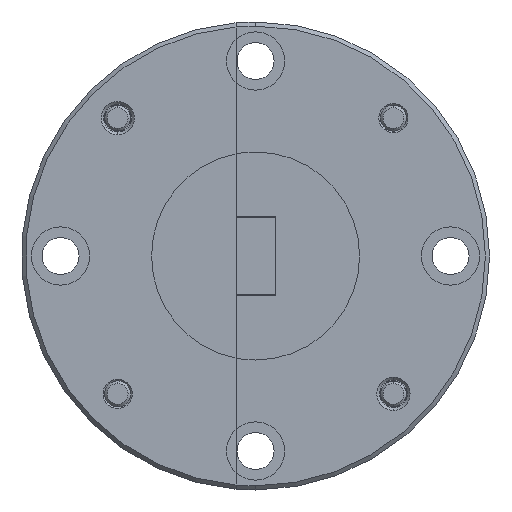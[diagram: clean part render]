
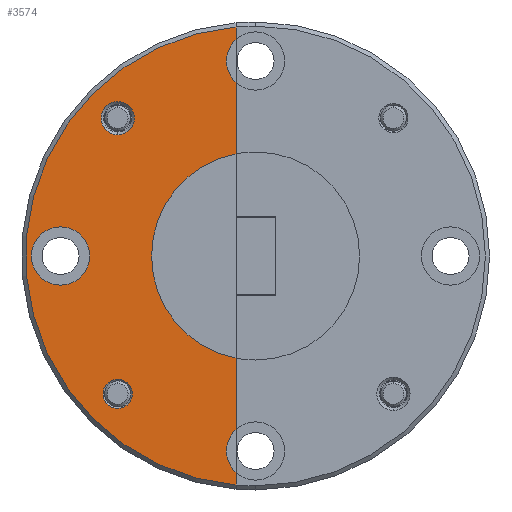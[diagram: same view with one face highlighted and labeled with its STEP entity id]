
A CAD part, left-side view. The second image highlights one B-rep face of the part: STEP entity #3574.
In plain terms, the highlighted planar face has unit normal (-1, 0, 0).
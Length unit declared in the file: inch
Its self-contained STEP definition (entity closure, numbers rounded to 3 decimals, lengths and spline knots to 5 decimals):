
#202 = LINE ( 'NONE', #2348, #2318 ) ;
#312 = CARTESIAN_POINT ( 'NONE',  ( -1.07, 0.6095, 0.24554 ) ) ;
#375 = DIRECTION ( 'NONE',  ( 0., 0., -1. ) ) ;
#425 = VERTEX_POINT ( 'NONE', #7177 ) ;
#595 = VERTEX_POINT ( 'NONE', #1866 ) ;
#630 = FACE_BOUND ( 'NONE', #9425, .T. ) ;
#773 = DIRECTION ( 'NONE',  ( 0., 0., 1. ) ) ;
#892 = ORIENTED_EDGE ( 'NONE', *, *, #2199, .F. ) ;
#950 = DIRECTION ( 'NONE',  ( 1., 0., 0. ) ) ;
#989 = DIRECTION ( 'NONE',  ( 0., 0., -1. ) ) ;
#1050 = CARTESIAN_POINT ( 'NONE',  ( -1.07, 0.6095, -0.52062 ) ) ;
#1080 = CARTESIAN_POINT ( 'NONE',  ( -1.07, 1.03125, 0. ) ) ;
#1108 = VERTEX_POINT ( 'NONE', #10973 ) ;
#1198 = EDGE_CURVE ( 'NONE', #8110, #1260, #4833, .T. ) ;
#1244 = ORIENTED_EDGE ( 'NONE', *, *, #3591, .F. ) ;
#1260 = VERTEX_POINT ( 'NONE', #3679 ) ;
#1367 = EDGE_CURVE ( 'NONE', #2526, #10623, #6044, .T. ) ;
#1673 = DIRECTION ( 'NONE',  ( 0., 0., 1. ) ) ;
#1771 = ORIENTED_EDGE ( 'NONE', *, *, #1198, .F. ) ;
#1851 = ORIENTED_EDGE ( 'NONE', *, *, #3773, .F. ) ;
#1866 = CARTESIAN_POINT ( 'NONE',  ( -1.07, 0.6095, 0.52062 ) ) ;
#1996 = EDGE_CURVE ( 'NONE', #9014, #595, #12275, .T. ) ;
#2148 = CIRCLE ( 'NONE', #9705, 0.04 ) ;
#2199 = EDGE_CURVE ( 'NONE', #1260, #8110, #4286, .T. ) ;
#2272 = EDGE_CURVE ( 'NONE', #5434, #9505, #8966, .T. ) ;
#2288 = DIRECTION ( 'NONE',  ( -1., 0., 0. ) ) ;
#2318 = VECTOR ( 'NONE', #10008, 39.37008 ) ;
#2348 = CARTESIAN_POINT ( 'NONE',  ( -1.07, 0.6095, 0. ) ) ;
#2526 = VERTEX_POINT ( 'NONE', #9174 ) ;
#2634 = VECTOR ( 'NONE', #375, 39.37008 ) ;
#2673 = DIRECTION ( 'NONE',  ( 0., 0., 1. ) ) ;
#2730 = DIRECTION ( 'NONE',  ( 0., 0., 1. ) ) ;
#2770 = CARTESIAN_POINT ( 'NONE',  ( -1.07, 1.03125, 0. ) ) ;
#2954 = EDGE_LOOP ( 'NONE', ( #1851, #9905 ) ) ;
#3012 = AXIS2_PLACEMENT_3D ( 'NONE', #9587, #5671, #11387 ) ;
#3038 = VECTOR ( 'NONE', #9205, 39.37008 ) ;
#3088 = EDGE_CURVE ( 'NONE', #10623, #4881, #202, .T. ) ;
#3337 = FACE_OUTER_BOUND ( 'NONE', #7327, .T. ) ;
#3574 = ADVANCED_FACE ( 'NONE', ( #11791, #630, #3337, #8468 ), #10504, .T. ) ;
#3591 = EDGE_CURVE ( 'NONE', #595, #1108, #9230, .T. ) ;
#3635 = DIRECTION ( 'NONE',  ( -1., 0., 0. ) ) ;
#3652 = DIRECTION ( 'NONE',  ( -1., 0., 0. ) ) ;
#3659 = AXIS2_PLACEMENT_3D ( 'NONE', #10665, #950, #989 ) ;
#3679 = CARTESIAN_POINT ( 'NONE',  ( -1.07, 0.89396, -0.29646 ) ) ;
#3691 = EDGE_CURVE ( 'NONE', #9505, #5434, #8639, .T. ) ;
#3748 = CARTESIAN_POINT ( 'NONE',  ( -1.07, 0.6095, 0. ) ) ;
#3773 = EDGE_CURVE ( 'NONE', #4432, #8508, #2148, .T. ) ;
#3957 = ORIENTED_EDGE ( 'NONE', *, *, #6102, .F. ) ;
#4057 = AXIS2_PLACEMENT_3D ( 'NONE', #2770, #10414, #1673 ) ;
#4073 = AXIS2_PLACEMENT_3D ( 'NONE', #8448, #3635, #2673 ) ;
#4286 = CIRCLE ( 'NONE', #5579, 0.035 ) ;
#4298 = CARTESIAN_POINT ( 'NONE',  ( -1.07, 0.6095, 0. ) ) ;
#4344 = DIRECTION ( 'NONE',  ( 0., 0., 1. ) ) ;
#4432 = VERTEX_POINT ( 'NONE', #8305 ) ;
#4688 = CARTESIAN_POINT ( 'NONE',  ( -1.07, 1.03125, -0.07 ) ) ;
#4811 = EDGE_CURVE ( 'NONE', #425, #9142, #6542, .T. ) ;
#4833 = CIRCLE ( 'NONE', #7456, 0.035 ) ;
#4848 = CARTESIAN_POINT ( 'NONE',  ( -1.07, 0.89396, -0.36646 ) ) ;
#4881 = VERTEX_POINT ( 'NONE', #7682 ) ;
#5130 = EDGE_LOOP ( 'NONE', ( #11407, #6864 ) ) ;
#5132 = ORIENTED_EDGE ( 'NONE', *, *, #1996, .F. ) ;
#5154 = EDGE_CURVE ( 'NONE', #9014, #4881, #10586, .T. ) ;
#5264 = CARTESIAN_POINT ( 'NONE',  ( -1.07, 0.89396, 0.33146 ) ) ;
#5414 = CARTESIAN_POINT ( 'NONE',  ( -1.07, 0.89396, 0.29146 ) ) ;
#5434 = VERTEX_POINT ( 'NONE', #7802 ) ;
#5443 = CARTESIAN_POINT ( 'NONE',  ( -1.07, 0.5625, 0. ) ) ;
#5460 = CARTESIAN_POINT ( 'NONE',  ( -1.07, 0.6095, 0. ) ) ;
#5579 = AXIS2_PLACEMENT_3D ( 'NONE', #11309, #3652, #2730 ) ;
#5588 = DIRECTION ( 'NONE',  ( -1., 0., 0. ) ) ;
#5671 = DIRECTION ( 'NONE',  ( -1., 0., 0. ) ) ;
#6044 = CIRCLE ( 'NONE', #4073, 0.07 ) ;
#6055 = LINE ( 'NONE', #5460, #3038 ) ;
#6059 = ORIENTED_EDGE ( 'NONE', *, *, #1367, .F. ) ;
#6102 = EDGE_CURVE ( 'NONE', #1108, #9142, #6055, .T. ) ;
#6337 = ORIENTED_EDGE ( 'NONE', *, *, #7208, .F. ) ;
#6542 = CIRCLE ( 'NONE', #3659, 0.25 ) ;
#6864 = ORIENTED_EDGE ( 'NONE', *, *, #3691, .F. ) ;
#7177 = CARTESIAN_POINT ( 'NONE',  ( -1.07, 0.6095, -0.24554 ) ) ;
#7208 = EDGE_CURVE ( 'NONE', #425, #2526, #9901, .T. ) ;
#7309 = CARTESIAN_POINT ( 'NONE',  ( -1.07, 0.89396, -0.33146 ) ) ;
#7327 = EDGE_LOOP ( 'NONE', ( #5132, #10714, #12009, #6059, #6337, #9341, #3957, #1244 ) ) ;
#7456 = AXIS2_PLACEMENT_3D ( 'NONE', #7309, #10157, #8161 ) ;
#7682 = CARTESIAN_POINT ( 'NONE',  ( -1.07, 0.6095, -0.5505 ) ) ;
#7772 = AXIS2_PLACEMENT_3D ( 'NONE', #11515, #5588, #773 ) ;
#7802 = CARTESIAN_POINT ( 'NONE',  ( -1.07, 1.03125, 0.07 ) ) ;
#8110 = VERTEX_POINT ( 'NONE', #4848 ) ;
#8112 = CARTESIAN_POINT ( 'NONE',  ( -1.07, 0.89396, 0.33146 ) ) ;
#8161 = DIRECTION ( 'NONE',  ( 0., 0., 1. ) ) ;
#8273 = DIRECTION ( 'NONE',  ( -1., 0., 0. ) ) ;
#8305 = CARTESIAN_POINT ( 'NONE',  ( -1.07, 0.89396, 0.37146 ) ) ;
#8435 = DIRECTION ( 'NONE',  ( 0., 0., 1. ) ) ;
#8448 = CARTESIAN_POINT ( 'NONE',  ( -1.07, 0.5625, -0.46875 ) ) ;
#8468 = FACE_BOUND ( 'NONE', #5130, .T. ) ;
#8508 = VERTEX_POINT ( 'NONE', #5414 ) ;
#8636 = EDGE_CURVE ( 'NONE', #8508, #4432, #11092, .T. ) ;
#8639 = CIRCLE ( 'NONE', #9059, 0.07 ) ;
#8966 = CIRCLE ( 'NONE', #4057, 0.07 ) ;
#9014 = VERTEX_POINT ( 'NONE', #9761 ) ;
#9059 = AXIS2_PLACEMENT_3D ( 'NONE', #1080, #9712, #11734 ) ;
#9142 = VERTEX_POINT ( 'NONE', #312 ) ;
#9174 = CARTESIAN_POINT ( 'NONE',  ( -1.07, 0.6095, -0.41688 ) ) ;
#9205 = DIRECTION ( 'NONE',  ( 0., 0., -1. ) ) ;
#9230 = CIRCLE ( 'NONE', #7772, 0.07 ) ;
#9341 = ORIENTED_EDGE ( 'NONE', *, *, #4811, .T. ) ;
#9425 = EDGE_LOOP ( 'NONE', ( #892, #1771 ) ) ;
#9505 = VERTEX_POINT ( 'NONE', #4688 ) ;
#9587 = CARTESIAN_POINT ( 'NONE',  ( -1.07, 0.5625, 0. ) ) ;
#9705 = AXIS2_PLACEMENT_3D ( 'NONE', #8112, #2288, #10914 ) ;
#9712 = DIRECTION ( 'NONE',  ( -1., 0., 0. ) ) ;
#9761 = CARTESIAN_POINT ( 'NONE',  ( -1.07, 0.6095, 0.5505 ) ) ;
#9901 = LINE ( 'NONE', #3748, #12018 ) ;
#9905 = ORIENTED_EDGE ( 'NONE', *, *, #8636, .F. ) ;
#10008 = DIRECTION ( 'NONE',  ( 0., 0., -1. ) ) ;
#10157 = DIRECTION ( 'NONE',  ( -1., 0., 0. ) ) ;
#10414 = DIRECTION ( 'NONE',  ( -1., 0., 0. ) ) ;
#10504 = PLANE ( 'NONE',  #3012 ) ;
#10586 = CIRCLE ( 'NONE', #11659, 0.5525 ) ;
#10623 = VERTEX_POINT ( 'NONE', #1050 ) ;
#10665 = CARTESIAN_POINT ( 'NONE',  ( -1.07, 0.5625, 0. ) ) ;
#10714 = ORIENTED_EDGE ( 'NONE', *, *, #5154, .T. ) ;
#10914 = DIRECTION ( 'NONE',  ( 0., 0., 1. ) ) ;
#10973 = CARTESIAN_POINT ( 'NONE',  ( -1.07, 0.6095, 0.41688 ) ) ;
#11092 = CIRCLE ( 'NONE', #11631, 0.04 ) ;
#11309 = CARTESIAN_POINT ( 'NONE',  ( -1.07, 0.89396, -0.33146 ) ) ;
#11387 = DIRECTION ( 'NONE',  ( 0., 0., 1. ) ) ;
#11407 = ORIENTED_EDGE ( 'NONE', *, *, #2272, .F. ) ;
#11485 = DIRECTION ( 'NONE',  ( 0., 0., -1. ) ) ;
#11515 = CARTESIAN_POINT ( 'NONE',  ( -1.07, 0.5625, 0.46875 ) ) ;
#11631 = AXIS2_PLACEMENT_3D ( 'NONE', #5264, #12004, #4344 ) ;
#11659 = AXIS2_PLACEMENT_3D ( 'NONE', #5443, #8273, #8435 ) ;
#11734 = DIRECTION ( 'NONE',  ( 0., 0., 1. ) ) ;
#11791 = FACE_BOUND ( 'NONE', #2954, .T. ) ;
#12004 = DIRECTION ( 'NONE',  ( -1., 0., 0. ) ) ;
#12009 = ORIENTED_EDGE ( 'NONE', *, *, #3088, .F. ) ;
#12018 = VECTOR ( 'NONE', #11485, 39.37008 ) ;
#12275 = LINE ( 'NONE', #4298, #2634 ) ;
